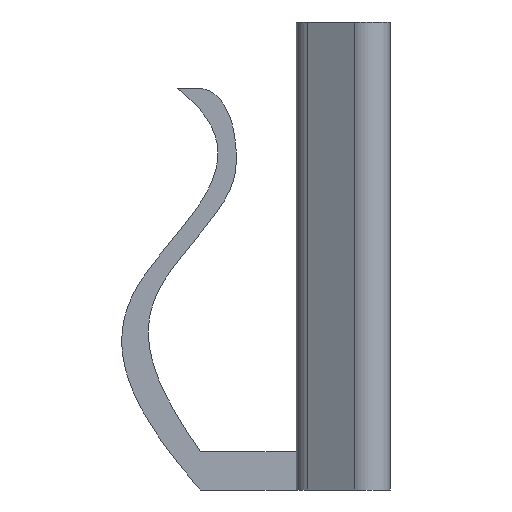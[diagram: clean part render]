
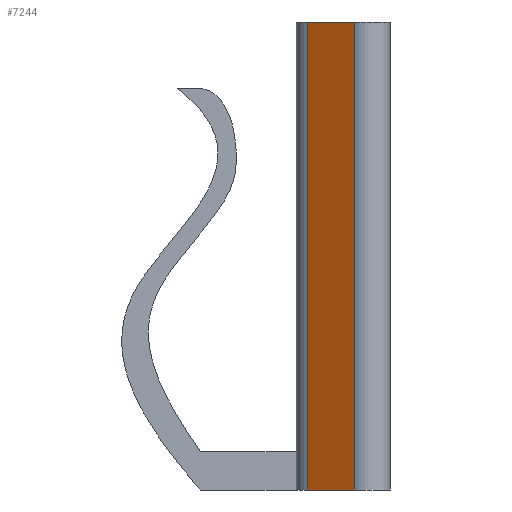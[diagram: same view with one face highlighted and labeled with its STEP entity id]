
A CAD part, front view. The second image highlights one B-rep face of the part: STEP entity #7244.
In plain terms, the highlighted free-form (B-spline) face has degree [1, 1] with [2, 2] control points.
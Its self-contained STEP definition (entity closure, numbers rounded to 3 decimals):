
#287 = B_SPLINE_SURFACE_WITH_KNOTS('',1,1,(
    (#288,#289)
    ,(#290,#291
    )),.UNSPECIFIED.,.F.,.F.,.F.,(2,2),(2,2),(-0.94,
    7.06),(-13.196,2.804),
  .PIECEWISE_BEZIER_KNOTS.);
#288 = CARTESIAN_POINT('',(0.138,-50.529,5.));
#289 = CARTESIAN_POINT('',(0.138,-36.545,5.));
#290 = CARTESIAN_POINT('',(7.13,-50.529,5.));
#291 = CARTESIAN_POINT('',(7.13,-36.545,5.));
#4376 = B_SPLINE_SURFACE_WITH_KNOTS('',1,1,(
    (#4377,#4378)
    ,(#4379,#4380
    )),.UNSPECIFIED.,.F.,.F.,.F.,(2,2),(2,2),(-0.94,
    7.06),(-13.196,2.804),
  .PIECEWISE_BEZIER_KNOTS.);
#4377 = CARTESIAN_POINT('',(0.138,-50.529,39.8));
#4378 = CARTESIAN_POINT('',(0.138,-36.545,39.8));
#4379 = CARTESIAN_POINT('',(7.13,-50.529,39.8));
#4380 = CARTESIAN_POINT('',(7.13,-36.545,39.8));
#4403 = ( BOUNDED_SURFACE() B_SPLINE_SURFACE(2,1,(
    (#4404,#4405)
    ,(#4406,#4407)
    ,(#4408,#4409
)),.UNSPECIFIED.,.F.,.F.,.F.) B_SPLINE_SURFACE_WITH_KNOTS((3,3),(2,2),(
    3.142,4.154),(-40.,0.),.PIECEWISE_BEZIER_KNOTS.) 
GEOMETRIC_REPRESENTATION_ITEM() RATIONAL_B_SPLINE_SURFACE((
    (1.,1.)
    ,(0.875,0.875)
,(1.,1.))) REPRESENTATION_ITEM('') SURFACE() );
#4404 = CARTESIAN_POINT('',(0.138,-46.596,5.));
#4405 = CARTESIAN_POINT('',(0.138,-46.596,39.8));
#4406 = CARTESIAN_POINT('',(0.138,-47.565,5.));
#4407 = CARTESIAN_POINT('',(0.138,-47.565,39.8));
#4408 = CARTESIAN_POINT('',(0.96,-48.079,5.));
#4409 = CARTESIAN_POINT('',(0.96,-48.079,39.8));
#6694 = VERTEX_POINT('',#6695);
#6695 = CARTESIAN_POINT('',(4.456,-50.264,39.8));
#6731 = ( BOUNDED_SURFACE() B_SPLINE_SURFACE(2,1,(
    (#6732,#6733)
    ,(#6734,#6735)
    ,(#6736,#6737
)),.UNSPECIFIED.,.F.,.F.,.F.) B_SPLINE_SURFACE_WITH_KNOTS((3,3),(2,2),(
    4.154,6.283),(-40.,0.),.PIECEWISE_BEZIER_KNOTS.) 
GEOMETRIC_REPRESENTATION_ITEM() RATIONAL_B_SPLINE_SURFACE((
    (1.,1.)
    ,(0.485,0.485)
,(1.,1.))) REPRESENTATION_ITEM('') SURFACE() );
#6732 = CARTESIAN_POINT('',(4.456,-50.264,5.));
#6733 = CARTESIAN_POINT('',(4.456,-50.264,39.8));
#6734 = CARTESIAN_POINT('',(7.13,-51.935,5.));
#6735 = CARTESIAN_POINT('',(7.13,-51.935,39.8));
#6736 = CARTESIAN_POINT('',(7.13,-48.781,5.));
#6737 = CARTESIAN_POINT('',(7.13,-48.781,39.8));
#6745 = EDGE_CURVE('',#6694,#6746,#6748,.T.);
#6746 = VERTEX_POINT('',#6747);
#6747 = CARTESIAN_POINT('',(0.96,-48.079,39.8));
#6748 = SURFACE_CURVE('',#6749,(#6752,#6759),.PCURVE_S1.);
#6749 = B_SPLINE_CURVE_WITH_KNOTS('',1,(#6750,#6751),.UNSPECIFIED.,.F.,
  .F.,(2,2),(0.,4.717),.PIECEWISE_BEZIER_KNOTS.);
#6750 = CARTESIAN_POINT('',(4.456,-50.264,39.8));
#6751 = CARTESIAN_POINT('',(0.96,-48.079,39.8));
#6752 = PCURVE('',#4376,#6753);
#6753 = DEFINITIONAL_REPRESENTATION('',(#6754),#6758);
#6754 = B_SPLINE_CURVE_WITH_KNOTS('',2,(#6755,#6756,#6757),
  .UNSPECIFIED.,.F.,.F.,(3,3),(0.,4.717),
  .PIECEWISE_BEZIER_KNOTS.);
#6755 = CARTESIAN_POINT('',(4.,-12.892));
#6756 = CARTESIAN_POINT('',(2.,-11.642));
#6757 = CARTESIAN_POINT('',(0.,-10.392));
#6758 = ( GEOMETRIC_REPRESENTATION_CONTEXT(2) 
PARAMETRIC_REPRESENTATION_CONTEXT() REPRESENTATION_CONTEXT('2D SPACE',''
  ) );
#6759 = PCURVE('',#6760,#6765);
#6760 = B_SPLINE_SURFACE_WITH_KNOTS('',1,1,(
    (#6761,#6762)
    ,(#6763,#6764
    )),.UNSPECIFIED.,.F.,.F.,.F.,(2,2),(2,2),(0.,4.717),(-40.,
    0.),.PIECEWISE_BEZIER_KNOTS.);
#6761 = CARTESIAN_POINT('',(4.456,-50.264,5.));
#6762 = CARTESIAN_POINT('',(4.456,-50.264,39.8));
#6763 = CARTESIAN_POINT('',(0.96,-48.079,5.));
#6764 = CARTESIAN_POINT('',(0.96,-48.079,39.8));
#6765 = DEFINITIONAL_REPRESENTATION('',(#6766),#6770);
#6766 = B_SPLINE_CURVE_WITH_KNOTS('',2,(#6767,#6768,#6769),
  .UNSPECIFIED.,.F.,.F.,(3,3),(0.,4.717),
  .PIECEWISE_BEZIER_KNOTS.);
#6767 = CARTESIAN_POINT('',(0.,0.));
#6768 = CARTESIAN_POINT('',(2.358,0.));
#6769 = CARTESIAN_POINT('',(4.717,0.));
#6770 = ( GEOMETRIC_REPRESENTATION_CONTEXT(2) 
PARAMETRIC_REPRESENTATION_CONTEXT() REPRESENTATION_CONTEXT('2D SPACE',''
  ) );
#6902 = VERTEX_POINT('',#6903);
#6903 = CARTESIAN_POINT('',(0.96,-48.079,5.));
#6946 = EDGE_CURVE('',#6746,#6902,#6947,.T.);
#6947 = SURFACE_CURVE('',#6948,(#6951,#6958),.PCURVE_S1.);
#6948 = B_SPLINE_CURVE_WITH_KNOTS('',1,(#6949,#6950),.UNSPECIFIED.,.F.,
  .F.,(2,2),(0.,40.),.PIECEWISE_BEZIER_KNOTS.);
#6949 = CARTESIAN_POINT('',(0.96,-48.079,39.8));
#6950 = CARTESIAN_POINT('',(0.96,-48.079,5.));
#6951 = PCURVE('',#4403,#6952);
#6952 = DEFINITIONAL_REPRESENTATION('',(#6953),#6957);
#6953 = B_SPLINE_CURVE_WITH_KNOTS('',2,(#6954,#6955,#6956),
  .UNSPECIFIED.,.F.,.F.,(3,3),(0.,40.),.PIECEWISE_BEZIER_KNOTS.);
#6954 = CARTESIAN_POINT('',(4.154,0.));
#6955 = CARTESIAN_POINT('',(4.154,-20.));
#6956 = CARTESIAN_POINT('',(4.154,-40.));
#6957 = ( GEOMETRIC_REPRESENTATION_CONTEXT(2) 
PARAMETRIC_REPRESENTATION_CONTEXT() REPRESENTATION_CONTEXT('2D SPACE',''
  ) );
#6958 = PCURVE('',#6760,#6959);
#6959 = DEFINITIONAL_REPRESENTATION('',(#6960),#6964);
#6960 = B_SPLINE_CURVE_WITH_KNOTS('',2,(#6961,#6962,#6963),
  .UNSPECIFIED.,.F.,.F.,(3,3),(0.,40.),.PIECEWISE_BEZIER_KNOTS.);
#6961 = CARTESIAN_POINT('',(4.717,0.));
#6962 = CARTESIAN_POINT('',(4.717,-20.));
#6963 = CARTESIAN_POINT('',(4.717,-40.));
#6964 = ( GEOMETRIC_REPRESENTATION_CONTEXT(2) 
PARAMETRIC_REPRESENTATION_CONTEXT() REPRESENTATION_CONTEXT('2D SPACE',''
  ) );
#7178 = EDGE_CURVE('',#6694,#7179,#7181,.T.);
#7179 = VERTEX_POINT('',#7180);
#7180 = CARTESIAN_POINT('',(4.456,-50.264,5.));
#7181 = SURFACE_CURVE('',#7182,(#7185,#7192),.PCURVE_S1.);
#7182 = B_SPLINE_CURVE_WITH_KNOTS('',1,(#7183,#7184),.UNSPECIFIED.,.F.,
  .F.,(2,2),(0.,40.),.PIECEWISE_BEZIER_KNOTS.);
#7183 = CARTESIAN_POINT('',(4.456,-50.264,39.8));
#7184 = CARTESIAN_POINT('',(4.456,-50.264,5.));
#7185 = PCURVE('',#6731,#7186);
#7186 = DEFINITIONAL_REPRESENTATION('',(#7187),#7191);
#7187 = B_SPLINE_CURVE_WITH_KNOTS('',2,(#7188,#7189,#7190),
  .UNSPECIFIED.,.F.,.F.,(3,3),(0.,40.),.PIECEWISE_BEZIER_KNOTS.);
#7188 = CARTESIAN_POINT('',(4.154,0.));
#7189 = CARTESIAN_POINT('',(4.154,-20.));
#7190 = CARTESIAN_POINT('',(4.154,-40.));
#7191 = ( GEOMETRIC_REPRESENTATION_CONTEXT(2) 
PARAMETRIC_REPRESENTATION_CONTEXT() REPRESENTATION_CONTEXT('2D SPACE',''
  ) );
#7192 = PCURVE('',#6760,#7193);
#7193 = DEFINITIONAL_REPRESENTATION('',(#7194),#7198);
#7194 = B_SPLINE_CURVE_WITH_KNOTS('',2,(#7195,#7196,#7197),
  .UNSPECIFIED.,.F.,.F.,(3,3),(0.,40.),.PIECEWISE_BEZIER_KNOTS.);
#7195 = CARTESIAN_POINT('',(0.,0.));
#7196 = CARTESIAN_POINT('',(0.,-20.));
#7197 = CARTESIAN_POINT('',(0.,-40.));
#7198 = ( GEOMETRIC_REPRESENTATION_CONTEXT(2) 
PARAMETRIC_REPRESENTATION_CONTEXT() REPRESENTATION_CONTEXT('2D SPACE',''
  ) );
#7244 = ADVANCED_FACE('',(#7245),#6760,.F.);
#7245 = FACE_BOUND('',#7246,.F.);
#7246 = EDGE_LOOP('',(#7247,#7248,#7290,#7291));
#7247 = ORIENTED_EDGE('',*,*,#7178,.T.);
#7248 = ORIENTED_EDGE('',*,*,#7249,.T.);
#7249 = EDGE_CURVE('',#7179,#6902,#7250,.T.);
#7250 = SURFACE_CURVE('',#7251,(#7254,#7261),.PCURVE_S1.);
#7251 = B_SPLINE_CURVE_WITH_KNOTS('',1,(#7252,#7253),.UNSPECIFIED.,.F.,
  .F.,(2,2),(0.,4.717),.PIECEWISE_BEZIER_KNOTS.);
#7252 = CARTESIAN_POINT('',(4.456,-50.264,5.));
#7253 = CARTESIAN_POINT('',(0.96,-48.079,5.));
#7254 = PCURVE('',#6760,#7255);
#7255 = DEFINITIONAL_REPRESENTATION('',(#7256),#7260);
#7256 = B_SPLINE_CURVE_WITH_KNOTS('',2,(#7257,#7258,#7259),
  .UNSPECIFIED.,.F.,.F.,(3,3),(0.,4.717),
  .PIECEWISE_BEZIER_KNOTS.);
#7257 = CARTESIAN_POINT('',(0.,-40.));
#7258 = CARTESIAN_POINT('',(2.358,-40.));
#7259 = CARTESIAN_POINT('',(4.717,-40.));
#7260 = ( GEOMETRIC_REPRESENTATION_CONTEXT(2) 
PARAMETRIC_REPRESENTATION_CONTEXT() REPRESENTATION_CONTEXT('2D SPACE',''
  ) );
#7261 = PCURVE('',#287,#7262);
#7262 = DEFINITIONAL_REPRESENTATION('',(#7263),#7289);
#7263 = B_SPLINE_CURVE_WITH_KNOTS('',3,(#7264,#7265,#7266,#7267,#7268,
    #7269,#7270,#7271,#7272,#7273,#7274,#7275,#7276,#7277,#7278,#7279,
    #7280,#7281,#7282,#7283,#7284,#7285,#7286,#7287,#7288),
  .UNSPECIFIED.,.F.,.F.,(4,1,1,1,1,1,1,1,1,1,1,1,1,1,1,1,1,1,1,1,1,1,4),
  (0.,0.214,0.429,0.643,
    0.858,1.072,1.286,1.501,
    1.715,1.93,2.144,2.358,
    2.573,2.787,3.002,3.216,
    3.431,3.645,3.859,4.074,
    4.288,4.503,4.717),
  .QUASI_UNIFORM_KNOTS.);
#7264 = CARTESIAN_POINT('',(4.,-12.892));
#7265 = CARTESIAN_POINT('',(3.939,-12.854));
#7266 = CARTESIAN_POINT('',(3.818,-12.778));
#7267 = CARTESIAN_POINT('',(3.636,-12.665));
#7268 = CARTESIAN_POINT('',(3.455,-12.551));
#7269 = CARTESIAN_POINT('',(3.273,-12.437));
#7270 = CARTESIAN_POINT('',(3.091,-12.324));
#7271 = CARTESIAN_POINT('',(2.909,-12.21));
#7272 = CARTESIAN_POINT('',(2.727,-12.097));
#7273 = CARTESIAN_POINT('',(2.545,-11.983));
#7274 = CARTESIAN_POINT('',(2.364,-11.869));
#7275 = CARTESIAN_POINT('',(2.182,-11.756));
#7276 = CARTESIAN_POINT('',(2.,-11.642));
#7277 = CARTESIAN_POINT('',(1.818,-11.528));
#7278 = CARTESIAN_POINT('',(1.636,-11.415));
#7279 = CARTESIAN_POINT('',(1.455,-11.301));
#7280 = CARTESIAN_POINT('',(1.273,-11.187));
#7281 = CARTESIAN_POINT('',(1.091,-11.074));
#7282 = CARTESIAN_POINT('',(0.909,-10.96));
#7283 = CARTESIAN_POINT('',(0.727,-10.847));
#7284 = CARTESIAN_POINT('',(0.545,-10.733));
#7285 = CARTESIAN_POINT('',(0.364,-10.619));
#7286 = CARTESIAN_POINT('',(0.182,-10.506));
#7287 = CARTESIAN_POINT('',(0.061,-10.43));
#7288 = CARTESIAN_POINT('',(0.,-10.392));
#7289 = ( GEOMETRIC_REPRESENTATION_CONTEXT(2) 
PARAMETRIC_REPRESENTATION_CONTEXT() REPRESENTATION_CONTEXT('2D SPACE',''
  ) );
#7290 = ORIENTED_EDGE('',*,*,#6946,.F.);
#7291 = ORIENTED_EDGE('',*,*,#6745,.F.);
